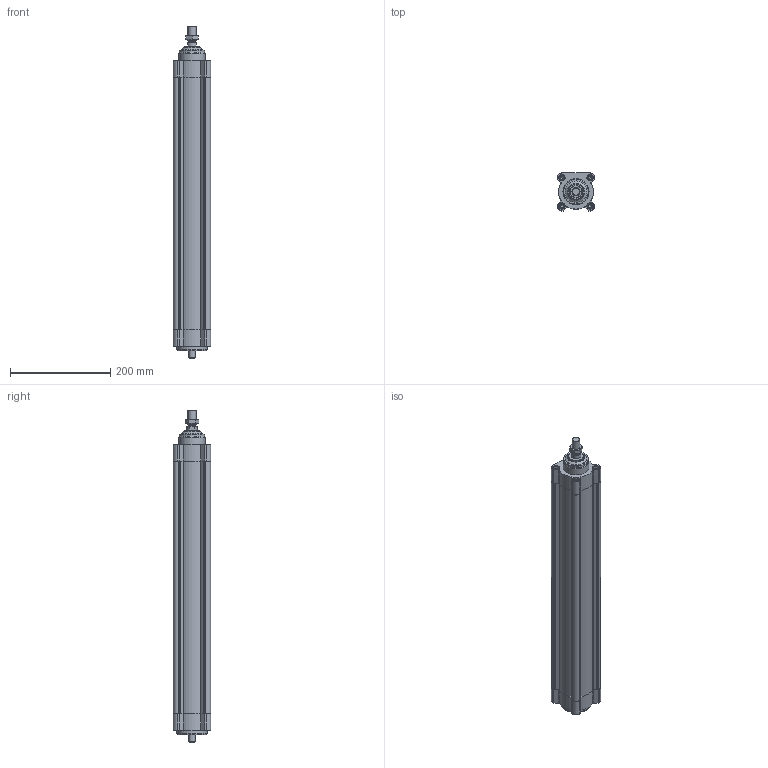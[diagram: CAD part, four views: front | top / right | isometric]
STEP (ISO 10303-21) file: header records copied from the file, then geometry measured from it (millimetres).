
FILE_DESCRIPTION(/* description */ ('STEP AP214'),/* implementation_level */ '2;1');
FILE_NAME(/* name */ '574095_ESBF-BS-63-400-5P',/* time_stamp */ '2024-08-28T06:18:13+02:00',/* author */ ('License CC BY-ND 4.0'),/* organization */ ('CADENAS'),/* preprocessor_version */ 'ST-DEVELOPER v19.3',/* originating_system */ 'PARTsolutions',/* authorisation */ ' ');
FILE_SCHEMA (('AUTOMOTIVE_DESIGN {1 0 10303 214 3 1 1}'));
Length unit declared in the file: millimetre
Products named in the file (6): 574095 ESBF-BS-63-400-5P---(0); ESBF-BS-63-400---(ZR_-_-); ESBF-BS-63-400-5P---(KS_0); DIN-439-B - M16x1.5(F); 1515514 GUA M16x1.5; ESBF-BS-63-ESBF-BS-63---(KSA)
Assembly tree (5 placements, depth 2):
  574095 ESBF-BS-63-400-5P---(0)
    ESBF-BS-63-400---(ZR_-_-)
    ESBF-BS-63-400-5P---(KS_0)
    DIN-439-B - M16x1.5(F)
    1515514 GUA M16x1.5
    ESBF-BS-63-ESBF-BS-63---(KSA)
Bounding box: 75 x 75 x 663.5 mm (x, y, z)
Volume: 1845049.7 mm3; surface area: 392217.1 mm2
Topology: 5 solids, 5 shells, 504 faces, 1314 edges, 859 vertices
Faces by surface type: plane 314, cylinder 130, cone 51, torus 9
Full cylindrical faces by diameter (mm): 6.647 x8, 8 x8, 12 x9, 13.2 x8, 14.1 x1, 14.16 x1, 14.376 x2, 16 x4, 18 x1, 20 x1, 24 x1, 32 x2, 43.2 x1, 50 x1, 52 x2, 60 x1, 63 x2
Entity records: 18059 total; most frequent: CARTESIAN_POINT 3222, ORIENTED_EDGE 2368, DIRECTION 2292, EDGE_CURVE 1184, VERTEX_POINT 844, AXIS2_PLACEMENT_3D 822, FACE_BOUND 664, EDGE_LOOP 656
